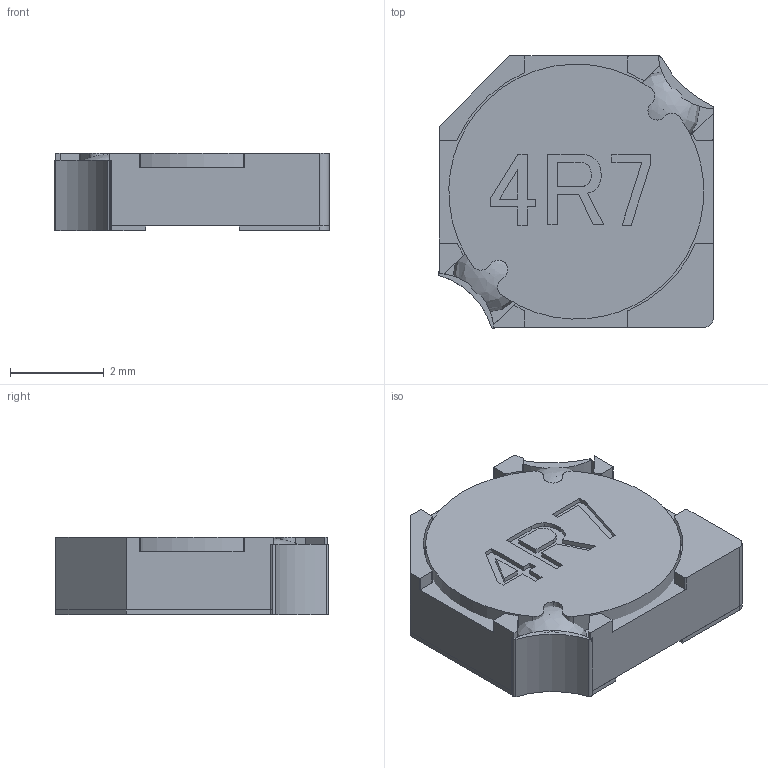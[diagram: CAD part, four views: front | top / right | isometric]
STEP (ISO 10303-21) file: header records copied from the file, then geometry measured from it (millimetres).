
FILE_DESCRIPTION( ('This file contains a STEP AP42 implementation' ,'as created by ZW3D STEP Interface translator.') ,'2;1' );
FILE_NAME( 'DH5018-F(4R7).stp' ,'14 925. 93750', (''), ('ZWCAD Software Co.'), 'Version 1.0', 'ZW3D to STEP translator', '' );
FILE_SCHEMA( ('CONFIG_CONTROL_DESIGN') );
Length unit declared in the file: millimetre
Products named in the file (1): 0
Bounding box: 5.89 x 5.83 x 1.65 mm (x, y, z)
Volume: 36 mm3; surface area: 221.7 mm2
Topology: 16 solids, 20 shells, 197 faces, 479 edges, 320 vertices
Faces by surface type: bspline 197
Entity records: 7623 total; most frequent: CARTESIAN_POINT 4782, ORIENTED_EDGE 946, EDGE_CURVE 475, VERTEX_POINT 320, B_SPLINE_CURVE_WITH_KNOTS 315, EDGE_LOOP 205, FACE_OUTER_BOUND 197, ADVANCED_FACE 197
